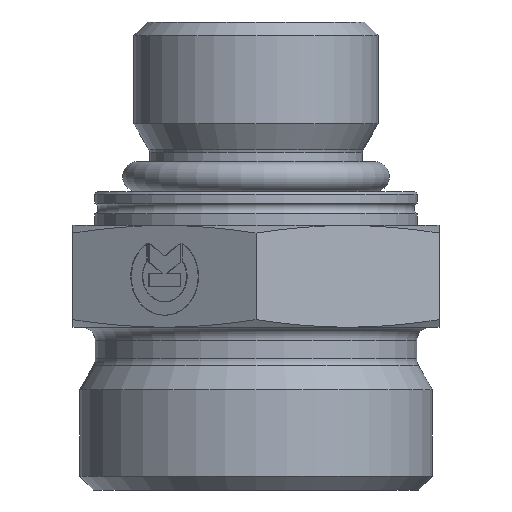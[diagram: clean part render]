
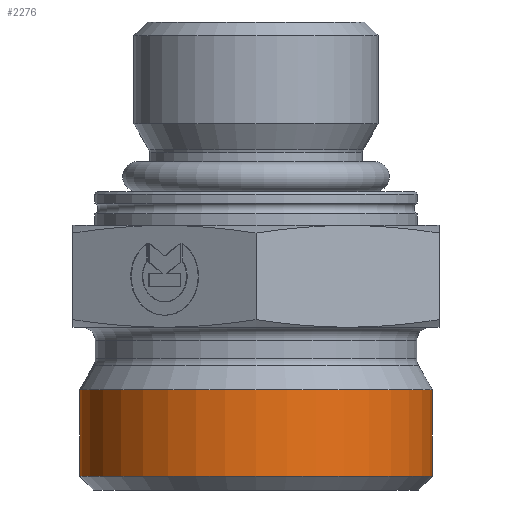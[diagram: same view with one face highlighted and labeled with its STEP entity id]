
A CAD part, front view. The second image highlights one B-rep face of the part: STEP entity #2276.
In plain terms, the highlighted cylindrical face has radius 13 mm (diameter 26 mm), a full revolution.
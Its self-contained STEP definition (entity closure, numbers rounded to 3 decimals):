
#2185=CARTESIAN_POINT('',(6.5,11.258,7.408));
#2186=VERTEX_POINT('',#2185);
#2187=CARTESIAN_POINT('',(0.0,0.0,7.408));
#2188=DIRECTION('',(0.0,0.0,-1.0));
#2189=DIRECTION('',(1.0,0.0,0.0));
#2190=AXIS2_PLACEMENT_3D('',#2187,#2188,#2189);
#2191=CIRCLE('',#2190,13.0);
#2192=EDGE_CURVE('',#2186,#2186,#2191,.T.);
#2242=CARTESIAN_POINT('',(-13.0,0.,1.0));
#2243=VERTEX_POINT('',#2242);
#2244=CARTESIAN_POINT('',(0.0,0.0,1.0));
#2245=DIRECTION('',(0.0,0.0,-1.0));
#2246=DIRECTION('',(1.0,0.0,0.0));
#2247=AXIS2_PLACEMENT_3D('',#2244,#2245,#2246);
#2248=CIRCLE('',#2247,13.0);
#2249=EDGE_CURVE('',#2243,#2243,#2248,.T.);
#2265=CARTESIAN_POINT('',(0.0,0.0,0.0));
#2266=DIRECTION('',(0.0,0.0,1.0));
#2267=DIRECTION('',(1.0,0.0,0.0));
#2268=AXIS2_PLACEMENT_3D('',#2265,#2266,#2267);
#2269=CYLINDRICAL_SURFACE('',#2268,13.0);
#2270=ORIENTED_EDGE('',*,*,#2192,.T.);
#2271=EDGE_LOOP('',(#2270));
#2272=FACE_OUTER_BOUND('',#2271,.T.);
#2273=ORIENTED_EDGE('',*,*,#2249,.F.);
#2274=EDGE_LOOP('',(#2273));
#2275=FACE_BOUND('',#2274,.T.);
#2276=ADVANCED_FACE('',(#2272,#2275),#2269,.T.);
